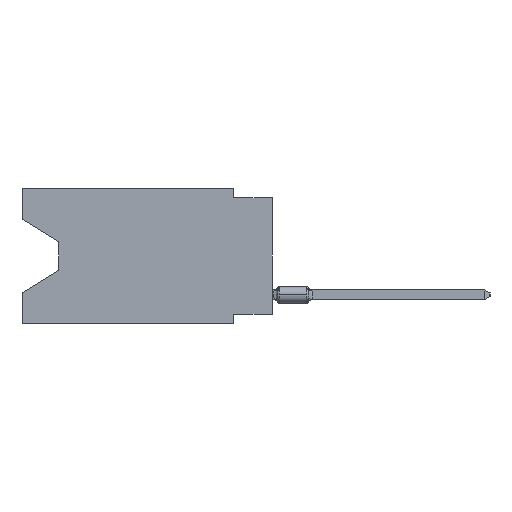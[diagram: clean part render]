
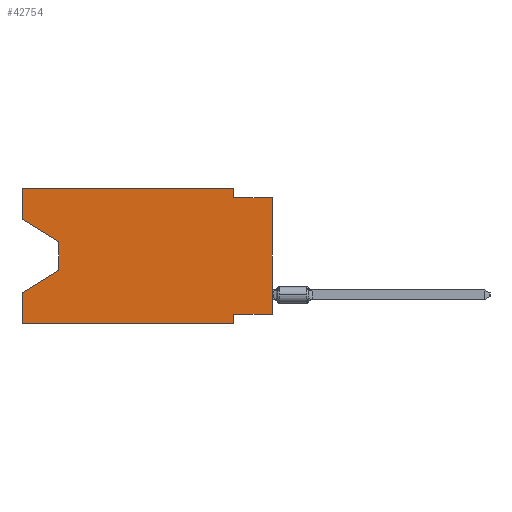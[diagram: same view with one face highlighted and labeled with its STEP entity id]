
A CAD part, left-side view. The second image highlights one B-rep face of the part: STEP entity #42754.
In plain terms, the highlighted planar face has unit normal (-1, 0, 0).
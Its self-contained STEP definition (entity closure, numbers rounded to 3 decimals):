
#824 = EDGE_CURVE ( 'NONE', #17751, #3784, #29437, .T. ) ;
#1206 = DIRECTION ( 'NONE',  ( 0., -1., 0. ) ) ;
#1868 = LINE ( 'NONE', #15126, #4437 ) ;
#2048 = DIRECTION ( 'NONE',  ( 0., 0., -1. ) ) ;
#2068 = LINE ( 'NONE', #24873, #39660 ) ;
#2106 = CARTESIAN_POINT ( 'NONE',  ( 0., 2.54, -8.255 ) ) ;
#2740 = LINE ( 'NONE', #15991, #38320 ) ;
#2884 = EDGE_CURVE ( 'NONE', #37921, #41479, #2740, .T. ) ;
#3539 = ORIENTED_EDGE ( 'NONE', *, *, #17475, .F. ) ;
#3784 = VERTEX_POINT ( 'NONE', #41404 ) ;
#4437 = VECTOR ( 'NONE', #14915, 1000. ) ;
#5160 = DIRECTION ( 'NONE',  ( 0., 0., 1. ) ) ;
#5882 = DIRECTION ( 'NONE',  ( 0., 0., -1. ) ) ;
#7479 = EDGE_CURVE ( 'NONE', #33838, #21477, #41434, .T. ) ;
#8251 = EDGE_CURVE ( 'NONE', #21694, #24758, #2068, .T. ) ;
#8425 = CARTESIAN_POINT ( 'NONE',  ( 0., 16.383, 0. ) ) ;
#8842 = CARTESIAN_POINT ( 'NONE',  ( 0., 0., 0. ) ) ;
#8861 = CARTESIAN_POINT ( 'NONE',  ( 0., 16.383, -6.852 ) ) ;
#9075 = VECTOR ( 'NONE', #42638, 1000. ) ;
#10274 = DIRECTION ( 'NONE',  ( 0., 1., 0. ) ) ;
#11193 = LINE ( 'NONE', #34395, #32983 ) ;
#11722 = CARTESIAN_POINT ( 'NONE',  ( 0., 0., -0.635 ) ) ;
#12046 = CARTESIAN_POINT ( 'NONE',  ( 0., 2.54, 0. ) ) ;
#12399 = DIRECTION ( 'NONE',  ( 1., 0., 0. ) ) ;
#12541 = VECTOR ( 'NONE', #36643, 1000. ) ;
#12865 = ORIENTED_EDGE ( 'NONE', *, *, #40932, .T. ) ;
#13223 = ORIENTED_EDGE ( 'NONE', *, *, #15877, .F. ) ;
#13452 = CARTESIAN_POINT ( 'NONE',  ( 0., 16.383, -2.038 ) ) ;
#13757 = LINE ( 'NONE', #33288, #17981 ) ;
#14915 = DIRECTION ( 'NONE',  ( 0., 0.855, -0.519 ) ) ;
#15126 = CARTESIAN_POINT ( 'NONE',  ( 0., 13.97, -5.385 ) ) ;
#15640 = ORIENTED_EDGE ( 'NONE', *, *, #38465, .F. ) ;
#15654 = FACE_OUTER_BOUND ( 'NONE', #18474, .T. ) ;
#15805 = AXIS2_PLACEMENT_3D ( 'NONE', #28891, #12399, #5882 ) ;
#15877 = EDGE_CURVE ( 'NONE', #20592, #41885, #38143, .T. ) ;
#15991 = CARTESIAN_POINT ( 'NONE',  ( 0., 16.383, 0. ) ) ;
#16710 = LINE ( 'NONE', #13452, #41700 ) ;
#16892 = ORIENTED_EDGE ( 'NONE', *, *, #8251, .T. ) ;
#17475 = EDGE_CURVE ( 'NONE', #41479, #20665, #20180, .T. ) ;
#17731 = DIRECTION ( 'NONE',  ( 0., 0., -1. ) ) ;
#17751 = VERTEX_POINT ( 'NONE', #2106 ) ;
#17981 = VECTOR ( 'NONE', #10274, 1000. ) ;
#18474 = EDGE_LOOP ( 'NONE', ( #38044, #16892, #20272, #13223, #29247, #23068, #24666, #12865, #27601, #15640, #3539, #38625 ) ) ;
#18587 = EDGE_CURVE ( 'NONE', #37921, #21694, #16710, .T. ) ;
#18865 = VECTOR ( 'NONE', #20653, 1000. ) ;
#20055 = CARTESIAN_POINT ( 'NONE',  ( 0., 0., -0.635 ) ) ;
#20180 = LINE ( 'NONE', #29946, #12541 ) ;
#20272 = ORIENTED_EDGE ( 'NONE', *, *, #23221, .T. ) ;
#20364 = EDGE_CURVE ( 'NONE', #20592, #3784, #11193, .T. ) ;
#20592 = VERTEX_POINT ( 'NONE', #34028 ) ;
#20653 = DIRECTION ( 'NONE',  ( 0., -1., 0. ) ) ;
#20665 = VERTEX_POINT ( 'NONE', #27944 ) ;
#21477 = VERTEX_POINT ( 'NONE', #20055 ) ;
#21694 = VERTEX_POINT ( 'NONE', #31525 ) ;
#21863 = DIRECTION ( 'NONE',  ( 0., 0., 1. ) ) ;
#23068 = ORIENTED_EDGE ( 'NONE', *, *, #824, .F. ) ;
#23221 = EDGE_CURVE ( 'NONE', #24758, #41885, #1868, .T. ) ;
#24666 = ORIENTED_EDGE ( 'NONE', *, *, #27958, .F. ) ;
#24758 = VERTEX_POINT ( 'NONE', #32185 ) ;
#24873 = CARTESIAN_POINT ( 'NONE',  ( 0., 13.97, -3.505 ) ) ;
#27520 = DIRECTION ( 'NONE',  ( 0., -0.855, -0.519 ) ) ;
#27601 = ORIENTED_EDGE ( 'NONE', *, *, #7479, .F. ) ;
#27944 = CARTESIAN_POINT ( 'NONE',  ( 0., 2.54, 0. ) ) ;
#27949 = CARTESIAN_POINT ( 'NONE',  ( 0., 16.383, -2.038 ) ) ;
#27958 = EDGE_CURVE ( 'NONE', #38862, #17751, #13757, .T. ) ;
#28891 = CARTESIAN_POINT ( 'NONE',  ( 0., 16.383, 0. ) ) ;
#29247 = ORIENTED_EDGE ( 'NONE', *, *, #20364, .T. ) ;
#29437 = LINE ( 'NONE', #32897, #9075 ) ;
#29444 = DIRECTION ( 'NONE',  ( 0., 0., 1. ) ) ;
#29946 = CARTESIAN_POINT ( 'NONE',  ( 0., 16.383, 0. ) ) ;
#31525 = CARTESIAN_POINT ( 'NONE',  ( 0., 13.97, -3.505 ) ) ;
#32004 = VECTOR ( 'NONE', #2048, 1000. ) ;
#32185 = CARTESIAN_POINT ( 'NONE',  ( 0., 13.97, -5.385 ) ) ;
#32209 = LINE ( 'NONE', #12046, #32004 ) ;
#32601 = CARTESIAN_POINT ( 'NONE',  ( 0., 0., -8.255 ) ) ;
#32897 = CARTESIAN_POINT ( 'NONE',  ( 0., 2.54, -8.89 ) ) ;
#32983 = VECTOR ( 'NONE', #1206, 1000. ) ;
#33288 = CARTESIAN_POINT ( 'NONE',  ( 0., 0., -8.255 ) ) ;
#33838 = VERTEX_POINT ( 'NONE', #35140 ) ;
#34028 = CARTESIAN_POINT ( 'NONE',  ( 0., 16.383, -8.89 ) ) ;
#34395 = CARTESIAN_POINT ( 'NONE',  ( 0., 16.383, -8.89 ) ) ;
#35140 = CARTESIAN_POINT ( 'NONE',  ( 0., 2.54, -0.635 ) ) ;
#35314 = LINE ( 'NONE', #8842, #35844 ) ;
#35620 = PLANE ( 'NONE',  #15805 ) ;
#35844 = VECTOR ( 'NONE', #21863, 1000. ) ;
#36643 = DIRECTION ( 'NONE',  ( 0., -1., 0. ) ) ;
#37145 = CARTESIAN_POINT ( 'NONE',  ( 0., 16.383, 0. ) ) ;
#37921 = VERTEX_POINT ( 'NONE', #27949 ) ;
#38044 = ORIENTED_EDGE ( 'NONE', *, *, #18587, .T. ) ;
#38143 = LINE ( 'NONE', #8425, #42196 ) ;
#38320 = VECTOR ( 'NONE', #29444, 1000. ) ;
#38465 = EDGE_CURVE ( 'NONE', #20665, #33838, #32209, .T. ) ;
#38625 = ORIENTED_EDGE ( 'NONE', *, *, #2884, .F. ) ;
#38862 = VERTEX_POINT ( 'NONE', #32601 ) ;
#39660 = VECTOR ( 'NONE', #17731, 1000. ) ;
#40932 = EDGE_CURVE ( 'NONE', #38862, #21477, #35314, .T. ) ;
#41404 = CARTESIAN_POINT ( 'NONE',  ( 0., 2.54, -8.89 ) ) ;
#41434 = LINE ( 'NONE', #11722, #18865 ) ;
#41479 = VERTEX_POINT ( 'NONE', #37145 ) ;
#41700 = VECTOR ( 'NONE', #27520, 1000. ) ;
#41885 = VERTEX_POINT ( 'NONE', #8861 ) ;
#42196 = VECTOR ( 'NONE', #5160, 1000. ) ;
#42638 = DIRECTION ( 'NONE',  ( 0., 0., -1. ) ) ;
#42754 = ADVANCED_FACE ( 'NONE', ( #15654 ), #35620, .F. ) ;
